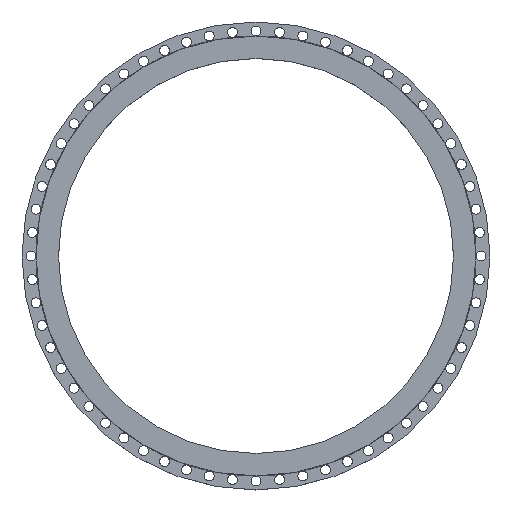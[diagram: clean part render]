
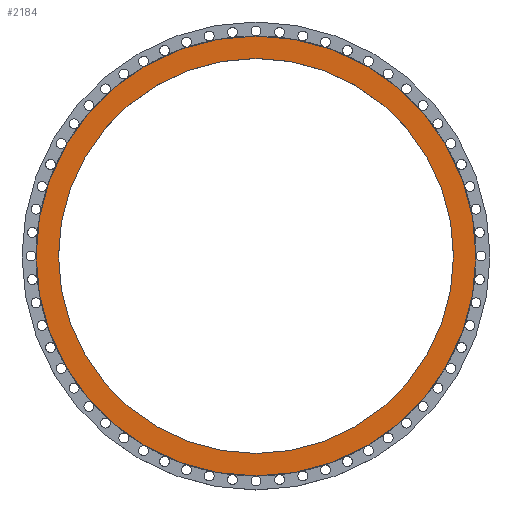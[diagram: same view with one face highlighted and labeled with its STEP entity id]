
A CAD part, top view. The second image highlights one B-rep face of the part: STEP entity #2184.
In plain terms, the highlighted planar face has unit normal (0, 0, 1).
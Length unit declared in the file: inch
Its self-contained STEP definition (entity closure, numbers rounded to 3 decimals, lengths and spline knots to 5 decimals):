
#115 = DIRECTION ( 'NONE',  ( 1., 0., 0. ) ) ;
#167 = VERTEX_POINT ( 'NONE', #1124 ) ;
#169 = CIRCLE ( 'NONE', #549, 36.1875 ) ;
#231 = PLANE ( 'NONE',  #634 ) ;
#391 = AXIS2_PLACEMENT_3D ( 'NONE', #1526, #3343, #115 ) ;
#401 = DIRECTION ( 'NONE',  ( 1., 0., 0. ) ) ;
#462 = CARTESIAN_POINT ( 'NONE',  ( 0., 0., 0. ) ) ;
#549 = AXIS2_PLACEMENT_3D ( 'NONE', #4957, #4544, #4598 ) ;
#597 = DIRECTION ( 'NONE',  ( 0., 0., 1. ) ) ;
#634 = AXIS2_PLACEMENT_3D ( 'NONE', #4808, #5230, #1633 ) ;
#636 = ORIENTED_EDGE ( 'NONE', *, *, #5263, .F. ) ;
#738 = FACE_OUTER_BOUND ( 'NONE', #4436, .T. ) ;
#1124 = CARTESIAN_POINT ( 'NONE',  ( 36.1875, 0., 0. ) ) ;
#1526 = CARTESIAN_POINT ( 'NONE',  ( 0., 0., 0. ) ) ;
#1615 = CARTESIAN_POINT ( 'NONE',  ( 32.5, 0., 0. ) ) ;
#1633 = DIRECTION ( 'NONE',  ( -1., 0., 0. ) ) ;
#1638 = ORIENTED_EDGE ( 'NONE', *, *, #1989, .T. ) ;
#1670 = CARTESIAN_POINT ( 'NONE',  ( -32.5, 0., 0. ) ) ;
#1786 = DIRECTION ( 'NONE',  ( 0., 0., 1. ) ) ;
#1834 = VERTEX_POINT ( 'NONE', #1615 ) ;
#1842 = ORIENTED_EDGE ( 'NONE', *, *, #3475, .T. ) ;
#1989 = EDGE_CURVE ( 'NONE', #167, #4878, #169, .T. ) ;
#2184 = ADVANCED_FACE ( 'NONE', ( #2957, #738 ), #231, .F. ) ;
#2406 = EDGE_CURVE ( 'NONE', #1834, #3526, #3028, .T. ) ;
#2702 = EDGE_LOOP ( 'NONE', ( #4150, #636 ) ) ;
#2957 = FACE_BOUND ( 'NONE', #2702, .T. ) ;
#3028 = CIRCLE ( 'NONE', #4557, 32.5 ) ;
#3343 = DIRECTION ( 'NONE',  ( 0., 0., 1. ) ) ;
#3475 = EDGE_CURVE ( 'NONE', #4878, #167, #5565, .T. ) ;
#3526 = VERTEX_POINT ( 'NONE', #1670 ) ;
#3665 = AXIS2_PLACEMENT_3D ( 'NONE', #4193, #597, #4280 ) ;
#4150 = ORIENTED_EDGE ( 'NONE', *, *, #2406, .F. ) ;
#4193 = CARTESIAN_POINT ( 'NONE',  ( 0., 0., 0. ) ) ;
#4280 = DIRECTION ( 'NONE',  ( 1., 0., 0. ) ) ;
#4286 = CARTESIAN_POINT ( 'NONE',  ( -36.1875, 0., 0. ) ) ;
#4436 = EDGE_LOOP ( 'NONE', ( #1638, #1842 ) ) ;
#4544 = DIRECTION ( 'NONE',  ( 0., 0., 1. ) ) ;
#4557 = AXIS2_PLACEMENT_3D ( 'NONE', #462, #1786, #401 ) ;
#4598 = DIRECTION ( 'NONE',  ( 1., 0., 0. ) ) ;
#4808 = CARTESIAN_POINT ( 'NONE',  ( 0., 32.5, 0. ) ) ;
#4878 = VERTEX_POINT ( 'NONE', #4286 ) ;
#4957 = CARTESIAN_POINT ( 'NONE',  ( 0., 0., 0. ) ) ;
#5230 = DIRECTION ( 'NONE',  ( 0., 0., -1. ) ) ;
#5263 = EDGE_CURVE ( 'NONE', #3526, #1834, #5383, .T. ) ;
#5383 = CIRCLE ( 'NONE', #3665, 32.5 ) ;
#5565 = CIRCLE ( 'NONE', #391, 36.1875 ) ;
